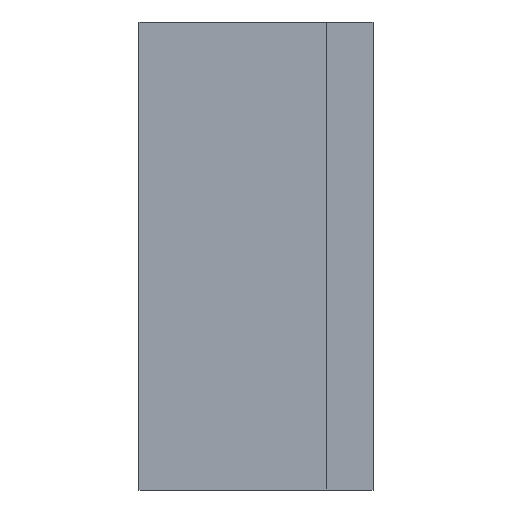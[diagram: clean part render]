
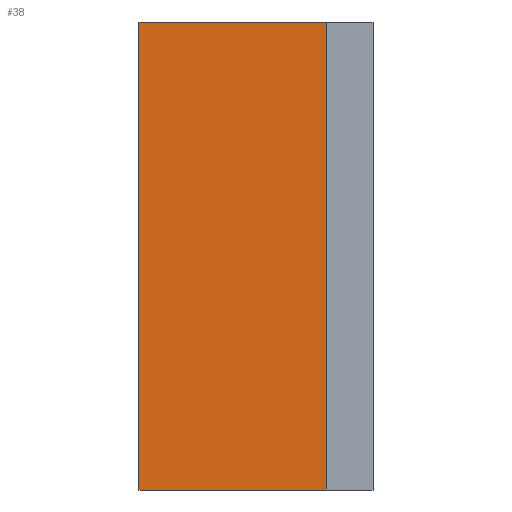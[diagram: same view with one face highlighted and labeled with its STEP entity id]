
A CAD part, left-side view. The second image highlights one B-rep face of the part: STEP entity #38.
In plain terms, the highlighted free-form (B-spline) face has degree [1, 1] with [2, 2] control points.
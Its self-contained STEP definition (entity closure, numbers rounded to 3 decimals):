
#38=ADVANCED_FACE('',(#75),#1240,.T.);
#75=FACE_OUTER_BOUND('',#113,.T.);
#113=EDGE_LOOP('',(#224,#225,#226,#227));
#224=ORIENTED_EDGE('',*,*,#861,.F.);
#225=ORIENTED_EDGE('',*,*,#909,.T.);
#226=ORIENTED_EDGE('',*,*,#910,.T.);
#227=ORIENTED_EDGE('',*,*,#906,.F.);
#396=PCURVE('',#1235,#582);
#476=PCURVE('',#1239,#662);
#479=PCURVE('',#1240,#665);
#480=PCURVE('',#1240,#666);
#481=PCURVE('',#1240,#667);
#482=PCURVE('',#1240,#668);
#486=PCURVE('',#1241,#672);
#492=PCURVE('',#1243,#678);
#582=DEFINITIONAL_REPRESENTATION('',(#961),#2247);
#662=DEFINITIONAL_REPRESENTATION('',(#1040),#2247);
#665=DEFINITIONAL_REPRESENTATION('',(#1045),#2247);
#666=DEFINITIONAL_REPRESENTATION('',(#1047),#2247);
#667=DEFINITIONAL_REPRESENTATION('',(#1049),#2247);
#668=DEFINITIONAL_REPRESENTATION('',(#1050),#2247);
#672=DEFINITIONAL_REPRESENTATION('',(#1056),#2247);
#678=DEFINITIONAL_REPRESENTATION('',(#1063),#2247);
#768=SURFACE_CURVE('',#960,(#396,#479),.PCURVE_S1.);
#813=SURFACE_CURVE('',#1039,(#476,#482),.PCURVE_S1.);
#816=SURFACE_CURVE('',#1046,(#480,#486),.PCURVE_S1.);
#817=SURFACE_CURVE('',#1048,(#481,#492),.PCURVE_S1.);
#861=EDGE_CURVE('',#1160,#1159,#768,.T.);
#906=EDGE_CURVE('',#1159,#1192,#813,.T.);
#909=EDGE_CURVE('',#1160,#1194,#816,.T.);
#910=EDGE_CURVE('',#1194,#1192,#817,.T.);
#960=B_SPLINE_CURVE_WITH_KNOTS('',1,(#1629,#1630),.UNSPECIFIED.,.F.,.F.,
(2,2),(80.,120.),.UNSPECIFIED.);
#961=B_SPLINE_CURVE_WITH_KNOTS('',1,(#1631,#1632),.UNSPECIFIED.,.F.,.F.,
(2,2),(80.,120.),.UNSPECIFIED.);
#1039=B_SPLINE_CURVE_WITH_KNOTS('',1,(#1912,#1913),.UNSPECIFIED.,.F.,.F.,
(2,2),(0.,16.),.UNSPECIFIED.);
#1040=B_SPLINE_CURVE_WITH_KNOTS('',1,(#1914,#1915),.UNSPECIFIED.,.F.,.F.,
(2,2),(0.,16.),.UNSPECIFIED.);
#1045=B_SPLINE_CURVE_WITH_KNOTS('',1,(#1924,#1925),.UNSPECIFIED.,.F.,.F.,
(2,2),(80.,120.),.UNSPECIFIED.);
#1046=B_SPLINE_CURVE_WITH_KNOTS('',1,(#1926,#1927),.UNSPECIFIED.,.F.,.F.,
(2,2),(0.,16.),.UNSPECIFIED.);
#1047=B_SPLINE_CURVE_WITH_KNOTS('',1,(#1928,#1929),.UNSPECIFIED.,.F.,.F.,
(2,2),(0.,16.),.UNSPECIFIED.);
#1048=B_SPLINE_CURVE_WITH_KNOTS('',1,(#1930,#1931),.UNSPECIFIED.,.F.,.F.,
(2,2),(80.,120.),.UNSPECIFIED.);
#1049=B_SPLINE_CURVE_WITH_KNOTS('',1,(#1932,#1933),.UNSPECIFIED.,.F.,.F.,
(2,2),(80.,120.),.UNSPECIFIED.);
#1050=B_SPLINE_CURVE_WITH_KNOTS('',1,(#1934,#1935),.UNSPECIFIED.,.F.,.F.,
(2,2),(0.,16.),.UNSPECIFIED.);
#1056=B_SPLINE_CURVE_WITH_KNOTS('',1,(#1946,#1947),.UNSPECIFIED.,.F.,.F.,
(2,2),(0.,16.),.UNSPECIFIED.);
#1063=B_SPLINE_CURVE_WITH_KNOTS('',1,(#1960,#1961),.UNSPECIFIED.,.F.,.F.,
(2,2),(80.,120.),.UNSPECIFIED.);
#1159=VERTEX_POINT('',#1547);
#1160=VERTEX_POINT('',#1548);
#1192=VERTEX_POINT('',#1580);
#1194=VERTEX_POINT('',#1582);
#1235=B_SPLINE_SURFACE_WITH_KNOTS('',1,1,((#1352,#1353),(#1354,#1355)),
 .UNSPECIFIED.,.F.,.F.,.F.,(2,2),(2,2),(-120.,-80.),
(0.,4.),.UNSPECIFIED.);
#1239=B_SPLINE_SURFACE_WITH_KNOTS('',1,1,((#1446,#1447),(#1448,#1449)),
 .UNSPECIFIED.,.F.,.F.,.F.,(2,2),(2,2),(-160.,-120.),
(0.,16.),.UNSPECIFIED.);
#1240=B_SPLINE_SURFACE_WITH_KNOTS('',1,1,((#1450,#1451),(#1452,#1453)),
 .UNSPECIFIED.,.F.,.F.,.F.,(2,2),(2,2),(-120.,-80.),
(0.,16.),.UNSPECIFIED.);
#1241=B_SPLINE_SURFACE_WITH_KNOTS('',1,1,((#1454,#1455),(#1456,#1457)),
 .UNSPECIFIED.,.F.,.F.,.F.,(2,2),(2,2),(-80.,-40.),
(0.,16.),.UNSPECIFIED.);
#1243=B_SPLINE_SURFACE_WITH_KNOTS('',1,1,((#1462,#1463),(#1464,#1465)),
 .UNSPECIFIED.,.F.,.F.,.F.,(2,2),(2,2),(-1.,39.),(-39.,1.),
 .UNSPECIFIED.);
#1352=CARTESIAN_POINT('',(-19.,-172.,-40.));
#1353=CARTESIAN_POINT('',(-19.,-168.,-40.));
#1354=CARTESIAN_POINT('',(-19.,-172.,0.));
#1355=CARTESIAN_POINT('',(-19.,-168.,0.));
#1446=CARTESIAN_POINT('',(21.,-168.,-40.));
#1447=CARTESIAN_POINT('',(21.,-152.,-40.));
#1448=CARTESIAN_POINT('',(-19.,-168.,-40.));
#1449=CARTESIAN_POINT('',(-19.,-152.,-40.));
#1450=CARTESIAN_POINT('',(-19.,-168.,-40.));
#1451=CARTESIAN_POINT('',(-19.,-152.,-40.));
#1452=CARTESIAN_POINT('',(-19.,-168.,0.));
#1453=CARTESIAN_POINT('',(-19.,-152.,0.));
#1454=CARTESIAN_POINT('',(-19.,-168.,0.));
#1455=CARTESIAN_POINT('',(-19.,-152.,0.));
#1456=CARTESIAN_POINT('',(21.,-168.,0.));
#1457=CARTESIAN_POINT('',(21.,-152.,0.));
#1462=CARTESIAN_POINT('',(-19.,-152.,0.));
#1463=CARTESIAN_POINT('',(-19.,-152.,-40.));
#1464=CARTESIAN_POINT('',(21.,-152.,0.));
#1465=CARTESIAN_POINT('',(21.,-152.,-40.));
#1547=CARTESIAN_POINT('',(-19.,-168.,-40.));
#1548=CARTESIAN_POINT('',(-19.,-168.,0.));
#1580=CARTESIAN_POINT('',(-19.,-152.,-40.));
#1582=CARTESIAN_POINT('',(-19.,-152.,0.));
#1629=CARTESIAN_POINT('',(-19.,-168.,0.));
#1630=CARTESIAN_POINT('',(-19.,-168.,-40.));
#1631=CARTESIAN_POINT('',(-80.,4.));
#1632=CARTESIAN_POINT('',(-120.,4.));
#1912=CARTESIAN_POINT('',(-19.,-168.,-40.));
#1913=CARTESIAN_POINT('',(-19.,-152.,-40.));
#1914=CARTESIAN_POINT('',(-120.,0.));
#1915=CARTESIAN_POINT('',(-120.,16.));
#1924=CARTESIAN_POINT('',(-80.,0.));
#1925=CARTESIAN_POINT('',(-120.,0.));
#1926=CARTESIAN_POINT('',(-19.,-168.,0.));
#1927=CARTESIAN_POINT('',(-19.,-152.,0.));
#1928=CARTESIAN_POINT('',(-80.,0.));
#1929=CARTESIAN_POINT('',(-80.,16.));
#1930=CARTESIAN_POINT('',(-19.,-152.,0.));
#1931=CARTESIAN_POINT('',(-19.,-152.,-40.));
#1932=CARTESIAN_POINT('',(-80.,16.));
#1933=CARTESIAN_POINT('',(-120.,16.));
#1934=CARTESIAN_POINT('',(-120.,0.));
#1935=CARTESIAN_POINT('',(-120.,16.));
#1946=CARTESIAN_POINT('',(-80.,0.));
#1947=CARTESIAN_POINT('',(-80.,16.));
#1960=CARTESIAN_POINT('',(-1.,-39.));
#1961=CARTESIAN_POINT('',(-1.,1.));
#2247=(
GEOMETRIC_REPRESENTATION_CONTEXT(2)
PARAMETRIC_REPRESENTATION_CONTEXT()
REPRESENTATION_CONTEXT('pspace','')
);
